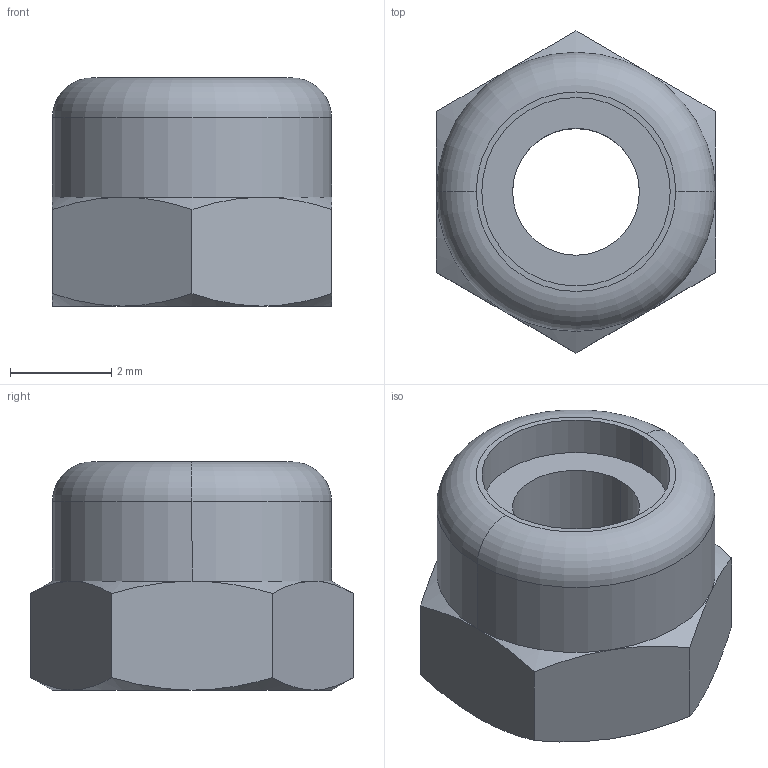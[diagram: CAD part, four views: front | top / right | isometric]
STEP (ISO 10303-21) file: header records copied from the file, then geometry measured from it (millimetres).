
FILE_DESCRIPTION (( 'STEP AP214' ), '1' );
FILE_NAME ('torque nut 01_iso.STEP', '2024-06-20T07:58:43', ( '' ), ( '' ), 'SwSTEP 2.0', 'SolidWorks 2024', '' );
FILE_SCHEMA (( 'AUTOMOTIVE_DESIGN' ));
Length unit declared in the file: millimetre
Products named in the file (1): torque nut 01_iso_ISO 7040-M3-N
Bounding box: 5.5 x 6.35 x 4.5 mm (x, y, z)
Volume: 82.7 mm3; surface area: 153.1 mm2
Topology: 1 solids, 1 shells, 33 faces, 70 edges, 40 vertices
Faces by surface type: cone 14, plane 9, cylinder 8, torus 2
Entity records: 957 total; most frequent: CARTESIAN_POINT 248, DIRECTION 144, ORIENTED_EDGE 140, EDGE_CURVE 70, AXIS2_PLACEMENT_3D 64, VERTEX_POINT 40, EDGE_LOOP 36, FACE_OUTER_BOUND 33
